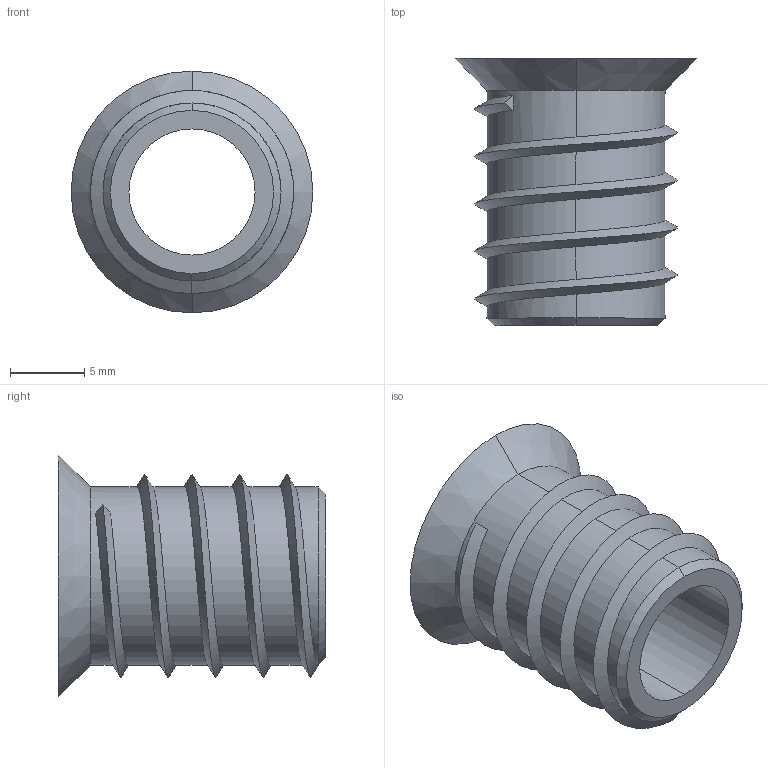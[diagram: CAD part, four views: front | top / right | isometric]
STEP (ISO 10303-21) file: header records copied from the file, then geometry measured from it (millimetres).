
FILE_DESCRIPTION (( 'STEP AP214' ), '1' );
FILE_NAME ('F002532_3D.step', '2022-11-21T18:15:09', ( '' ), ( '' ), 'SwSTEP 2.0', 'SolidWorks 2020', '' );
FILE_SCHEMA (( 'AUTOMOTIVE_DESIGN' ));
Length unit declared in the file: millimetre
Products named in the file (1): F002532_3D
Bounding box: 16.3 x 18 x 16.3 mm (x, y, z)
Volume: 1074.1 mm3; surface area: 1623 mm2
Topology: 1 solids, 1 shells, 29 faces, 72 edges, 47 vertices
Faces by surface type: cylinder 12, plane 11, cone 4, bspline 2
Entity records: 1700 total; most frequent: CARTESIAN_POINT 1014, ORIENTED_EDGE 142, DIRECTION 117, EDGE_CURVE 71, VERTEX_POINT 45, AXIS2_PLACEMENT_3D 40, LINE 37, VECTOR 37
